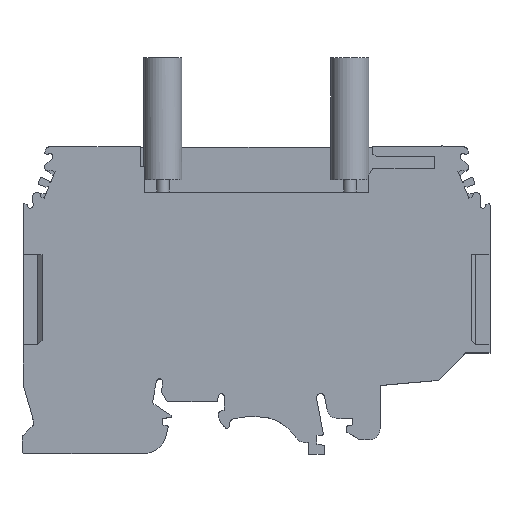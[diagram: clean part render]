
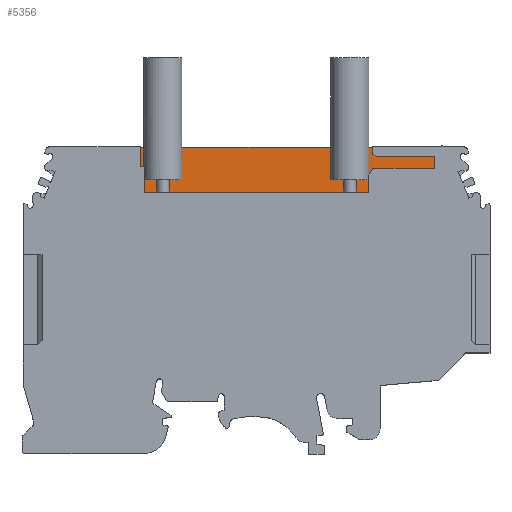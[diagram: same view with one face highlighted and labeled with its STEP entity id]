
A CAD part, top view. The second image highlights one B-rep face of the part: STEP entity #5356.
In plain terms, the highlighted planar face has unit normal (0, 0, 1).
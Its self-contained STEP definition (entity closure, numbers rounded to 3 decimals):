
#222=ORIENTED_EDGE('',*,*,#1410,.F.);
#223=ORIENTED_EDGE('',*,*,#1411,.T.);
#224=ORIENTED_EDGE('',*,*,#1412,.F.);
#225=ORIENTED_EDGE('',*,*,#1413,.T.);
#226=ORIENTED_EDGE('',*,*,#1414,.F.);
#227=ORIENTED_EDGE('',*,*,#1415,.T.);
#228=ORIENTED_EDGE('',*,*,#1416,.F.);
#229=ORIENTED_EDGE('',*,*,#1417,.F.);
#230=ORIENTED_EDGE('',*,*,#1418,.F.);
#231=ORIENTED_EDGE('',*,*,#1419,.F.);
#232=ORIENTED_EDGE('',*,*,#1420,.T.);
#233=ORIENTED_EDGE('',*,*,#1421,.F.);
#234=ORIENTED_EDGE('',*,*,#1422,.F.);
#235=ORIENTED_EDGE('',*,*,#1423,.F.);
#236=ORIENTED_EDGE('',*,*,#1424,.F.);
#237=ORIENTED_EDGE('',*,*,#1425,.F.);
#238=ORIENTED_EDGE('',*,*,#1426,.F.);
#239=ORIENTED_EDGE('',*,*,#1427,.F.);
#240=ORIENTED_EDGE('',*,*,#1428,.F.);
#241=ORIENTED_EDGE('',*,*,#1429,.F.);
#242=ORIENTED_EDGE('',*,*,#1430,.F.);
#243=ORIENTED_EDGE('',*,*,#1431,.T.);
#244=ORIENTED_EDGE('',*,*,#1432,.F.);
#245=ORIENTED_EDGE('',*,*,#1433,.F.);
#1410=EDGE_CURVE('',#2004,#2005,#2402,.T.);
#1411=EDGE_CURVE('',#2004,#2006,#2403,.F.);
#1412=EDGE_CURVE('',#2007,#2006,#2404,.T.);
#1413=EDGE_CURVE('',#2007,#2008,#2405,.T.);
#1414=EDGE_CURVE('',#2009,#2008,#2406,.T.);
#1415=EDGE_CURVE('',#2009,#2010,#2407,.T.);
#1416=EDGE_CURVE('',#2011,#2010,#2408,.T.);
#1417=EDGE_CURVE('',#2012,#2011,#2409,.T.);
#1418=EDGE_CURVE('',#2013,#2012,#2410,.T.);
#1419=EDGE_CURVE('',#2014,#2013,#2411,.T.);
#1420=EDGE_CURVE('',#2014,#2015,#2412,.T.);
#1421=EDGE_CURVE('',#2016,#2015,#2413,.T.);
#1422=EDGE_CURVE('',#2017,#2016,#2414,.T.);
#1423=EDGE_CURVE('',#2018,#2017,#2415,.T.);
#1424=EDGE_CURVE('',#2019,#2018,#2416,.T.);
#1425=EDGE_CURVE('',#2020,#2019,#2417,.T.);
#1426=EDGE_CURVE('',#2021,#2020,#2418,.T.);
#1427=EDGE_CURVE('',#2022,#2021,#2419,.T.);
#1428=EDGE_CURVE('',#2023,#2022,#2420,.T.);
#1429=EDGE_CURVE('',#2024,#2023,#2421,.T.);
#1430=EDGE_CURVE('',#2025,#2024,#2422,.T.);
#1431=EDGE_CURVE('',#2025,#2026,#2423,.T.);
#1432=EDGE_CURVE('',#2027,#2026,#2424,.T.);
#1433=EDGE_CURVE('',#2005,#2027,#2425,.T.);
#2004=VERTEX_POINT('',#7066);
#2005=VERTEX_POINT('',#7067);
#2006=VERTEX_POINT('',#7069);
#2007=VERTEX_POINT('',#7071);
#2008=VERTEX_POINT('',#7073);
#2009=VERTEX_POINT('',#7075);
#2010=VERTEX_POINT('',#7077);
#2011=VERTEX_POINT('',#7079);
#2012=VERTEX_POINT('',#7081);
#2013=VERTEX_POINT('',#7083);
#2014=VERTEX_POINT('',#7085);
#2015=VERTEX_POINT('',#7087);
#2016=VERTEX_POINT('',#7089);
#2017=VERTEX_POINT('',#7091);
#2018=VERTEX_POINT('',#7093);
#2019=VERTEX_POINT('',#7095);
#2020=VERTEX_POINT('',#7097);
#2021=VERTEX_POINT('',#7099);
#2022=VERTEX_POINT('',#7101);
#2023=VERTEX_POINT('',#7103);
#2024=VERTEX_POINT('',#7105);
#2025=VERTEX_POINT('',#7107);
#2026=VERTEX_POINT('',#7109);
#2027=VERTEX_POINT('',#7111);
#2402=LINE('',#7065,#2871);
#2403=LINE('',#7068,#2872);
#2404=LINE('',#7070,#2873);
#2405=LINE('',#7072,#2874);
#2406=LINE('',#7074,#2875);
#2407=LINE('',#7076,#2876);
#2408=LINE('',#7078,#2877);
#2409=LINE('',#7080,#2878);
#2410=LINE('',#7082,#2879);
#2411=LINE('',#7084,#2880);
#2412=LINE('',#7086,#2881);
#2413=LINE('',#7088,#2882);
#2414=LINE('',#7090,#2883);
#2415=LINE('',#7092,#2884);
#2416=LINE('',#7094,#2885);
#2417=LINE('',#7096,#2886);
#2418=LINE('',#7098,#2887);
#2419=LINE('',#7100,#2888);
#2420=LINE('',#7102,#2889);
#2421=LINE('',#7104,#2890);
#2422=LINE('',#7106,#2891);
#2423=LINE('',#7108,#2892);
#2424=LINE('',#7110,#2893);
#2425=LINE('',#7112,#2894);
#2871=VECTOR('',#5922,1000.);
#2872=VECTOR('',#5923,1000.);
#2873=VECTOR('',#5924,1000.);
#2874=VECTOR('',#5925,1000.);
#2875=VECTOR('',#5926,1000.);
#2876=VECTOR('',#5927,1000.);
#2877=VECTOR('',#5928,1000.);
#2878=VECTOR('',#5929,1000.);
#2879=VECTOR('',#5930,1000.);
#2880=VECTOR('',#5931,1000.);
#2881=VECTOR('',#5932,1000.);
#2882=VECTOR('',#5933,1000.);
#2883=VECTOR('',#5934,1000.);
#2884=VECTOR('',#5935,1000.);
#2885=VECTOR('',#5936,1000.);
#2886=VECTOR('',#5937,1000.);
#2887=VECTOR('',#5938,1000.);
#2888=VECTOR('',#5939,1000.);
#2889=VECTOR('',#5940,1000.);
#2890=VECTOR('',#5941,1000.);
#2891=VECTOR('',#5942,1000.);
#2892=VECTOR('',#5943,1000.);
#2893=VECTOR('',#5944,1000.);
#2894=VECTOR('',#5945,1000.);
#3328=EDGE_LOOP('',(#222,#223,#224,#225,#226,#227,#228,#229,#230,#231,#232,
#233,#234,#235,#236,#237,#238,#239,#240,#241,#242,#243,#244,#245));
#3546=FACE_BOUND('',#3328,.T.);
#3764=PLANE('',#5567);
#5356=ADVANCED_FACE('',(#3546),#3764,.T.);
#5567=AXIS2_PLACEMENT_3D('',#7064,#5920,#5921);
#5920=DIRECTION('',(0.,0.,1.));
#5921=DIRECTION('',(1.,0.,0.));
#5922=DIRECTION('',(1.,0.,0.));
#5923=DIRECTION('',(0.,1.,0.));
#5924=DIRECTION('',(1.,0.,0.));
#5925=DIRECTION('',(0.,1.,0.));
#5926=DIRECTION('',(1.,0.,0.));
#5927=DIRECTION('',(0.,1.,0.));
#5928=DIRECTION('',(1.,0.,0.));
#5929=DIRECTION('',(0.,1.,0.));
#5930=DIRECTION('',(-1.,0.,0.));
#5931=DIRECTION('',(0.,1.,0.));
#5932=DIRECTION('',(1.,0.,0.));
#5933=DIRECTION('',(0.,-1.,0.));
#5934=DIRECTION('',(-0.5,-0.866,0.));
#5935=DIRECTION('',(-1.,0.,0.));
#5936=DIRECTION('',(0.,-1.,0.));
#5937=DIRECTION('',(1.,0.,0.));
#5938=DIRECTION('',(0.866,-0.5,0.));
#5939=DIRECTION('',(0.,-1.,0.));
#5940=DIRECTION('',(1.,0.,0.));
#5941=DIRECTION('',(0.,1.,0.));
#5942=DIRECTION('',(1.,0.,0.));
#5943=DIRECTION('',(0.,1.,0.));
#5944=DIRECTION('',(1.,0.,0.));
#5945=DIRECTION('',(0.,1.,0.));
#7064=CARTESIAN_POINT('',(-14.374,6.696,1.));
#7065=CARTESIAN_POINT('',(-18.818,23.971,1.));
#7066=CARTESIAN_POINT('',(-16.465,23.971,1.));
#7067=CARTESIAN_POINT('',(-15.282,23.971,1.));
#7068=CARTESIAN_POINT('',(-16.465,21.621,1.));
#7069=CARTESIAN_POINT('',(-16.465,21.621,1.));
#7070=CARTESIAN_POINT('',(-14.374,21.621,1.));
#7071=CARTESIAN_POINT('',(-17.635,21.621,1.));
#7072=CARTESIAN_POINT('',(-17.635,21.621,1.));
#7073=CARTESIAN_POINT('',(-17.635,23.971,1.));
#7074=CARTESIAN_POINT('',(-18.818,23.971,1.));
#7075=CARTESIAN_POINT('',(-18.818,23.971,1.));
#7076=CARTESIAN_POINT('',(-18.818,23.971,1.));
#7077=CARTESIAN_POINT('',(-18.818,27.571,1.));
#7078=CARTESIAN_POINT('',(21.151,27.571,1.));
#7079=CARTESIAN_POINT('',(-21.149,27.571,1.));
#7080=CARTESIAN_POINT('',(-21.149,23.971,1.));
#7081=CARTESIAN_POINT('',(-21.149,23.971,1.));
#7082=CARTESIAN_POINT('',(-20.449,23.971,1.));
#7083=CARTESIAN_POINT('',(-20.449,23.971,1.));
#7084=CARTESIAN_POINT('',(-20.449,23.971,1.));
#7085=CARTESIAN_POINT('',(-20.449,19.371,1.));
#7086=CARTESIAN_POINT('',(0.,19.371,1.));
#7087=CARTESIAN_POINT('',(20.451,19.371,1.));
#7088=CARTESIAN_POINT('',(20.451,22.458,1.));
#7089=CARTESIAN_POINT('',(20.451,22.458,1.));
#7090=CARTESIAN_POINT('',(21.151,23.671,1.));
#7091=CARTESIAN_POINT('',(21.151,23.671,1.));
#7092=CARTESIAN_POINT('',(21.151,23.671,1.));
#7093=CARTESIAN_POINT('',(32.401,23.671,1.));
#7094=CARTESIAN_POINT('',(32.401,23.671,1.));
#7095=CARTESIAN_POINT('',(32.401,25.771,1.));
#7096=CARTESIAN_POINT('',(32.401,25.771,1.));
#7097=CARTESIAN_POINT('',(22.017,25.771,1.));
#7098=CARTESIAN_POINT('',(22.017,25.771,1.));
#7099=CARTESIAN_POINT('',(21.151,26.271,1.));
#7100=CARTESIAN_POINT('',(21.151,26.271,1.));
#7101=CARTESIAN_POINT('',(21.151,27.571,1.));
#7102=CARTESIAN_POINT('',(21.151,27.571,1.));
#7103=CARTESIAN_POINT('',(18.818,27.571,1.));
#7104=CARTESIAN_POINT('',(18.818,23.971,1.));
#7105=CARTESIAN_POINT('',(18.818,23.971,1.));
#7106=CARTESIAN_POINT('',(15.282,23.971,1.));
#7107=CARTESIAN_POINT('',(15.282,23.971,1.));
#7108=CARTESIAN_POINT('',(15.282,23.971,1.));
#7109=CARTESIAN_POINT('',(15.282,27.571,1.));
#7110=CARTESIAN_POINT('',(21.151,27.571,1.));
#7111=CARTESIAN_POINT('',(-15.282,27.571,1.));
#7112=CARTESIAN_POINT('',(-15.282,23.971,1.));
